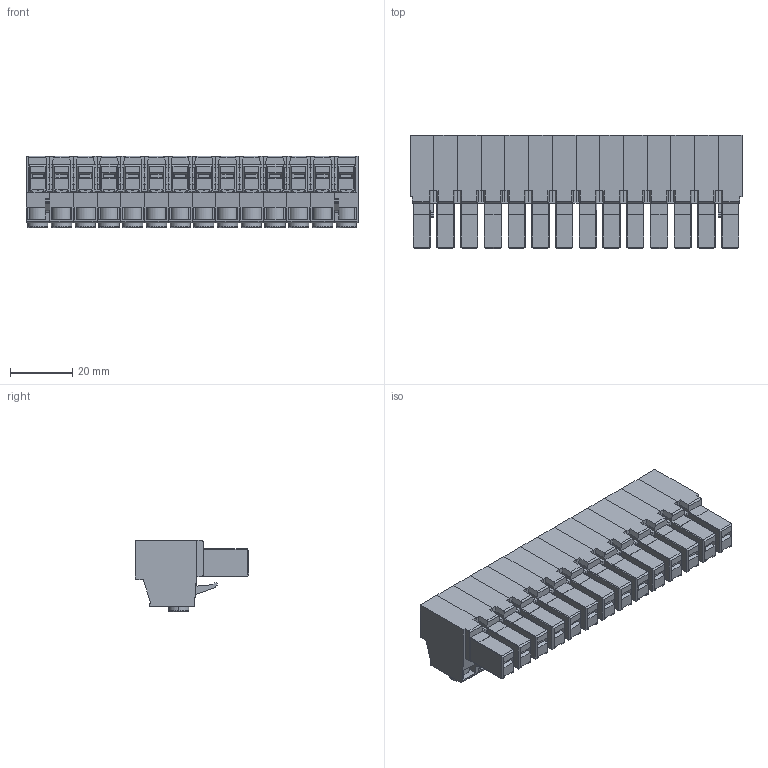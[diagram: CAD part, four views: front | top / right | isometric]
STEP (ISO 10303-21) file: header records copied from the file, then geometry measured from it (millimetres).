
FILE_DESCRIPTION((''),'2;1');
FILE_NAME('20020516-M14_ASM','2009-10-20T',('chenw'),('FCI - ELECTRONICS'),'PRO/ENGINEER BY PARAMETRIC TECHNOLOGY CORPORATION, 2008010','PRO/ENGINEER BY PARAMETRIC TECHNOLOGY CORPORATION, 2008010','');
FILE_SCHEMA(('CONFIG_CONTROL_DESIGN'));
Length unit declared in the file: millimetre
Products named in the file (4): 20020516-M-LEM; 20020516-M-CM; 20020516-M-REM; 20020516-M14_ASM
Assembly tree (14 placements, depth 2):
  20020516-M14_ASM
    20020516-M-LEM
    20020516-M-CM  x12
    20020516-M-REM
Bounding box: 106.68 x 36.5 x 22.9 mm (x, y, z)
Volume: 40014.7 mm3; surface area: 43160.6 mm2
Topology: 14 solids, 14 shells, 2992 faces, 8320 edges, 5438 vertices
Faces by surface type: plane 2210, cylinder 600, torus 84, cone 84, sphere 14
Entity records: 21119 total; most frequent: CARTESIAN_POINT 4219, ORIENTED_EDGE 3610, DIRECTION 3315, EDGE_CURVE 1805, VECTOR 1433, LINE 1433, VERTEX_POINT 1181, AXIS2_PLACEMENT_3D 941
